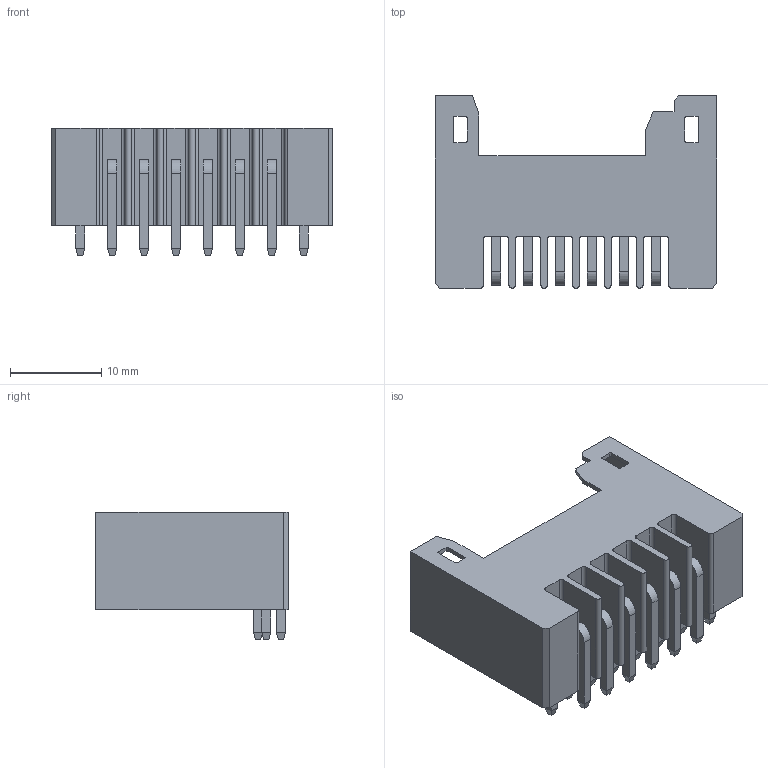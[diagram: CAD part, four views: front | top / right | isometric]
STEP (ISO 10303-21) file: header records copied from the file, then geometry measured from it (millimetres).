
FILE_DESCRIPTION (( 'STEP AP214' ), '1' );
FILE_NAME ('XW4M_12D2_H1DA.STEP', '2024-11-11T21:54:28', ( '' ), ( '' ), 'SwSTEP 2.0', 'SolidWorks 2024', '' );
FILE_SCHEMA (( 'AUTOMOTIVE_DESIGN' ));
Length unit declared in the file: millimetre
Products named in the file (1): XW4M_12D2_H1DA
Bounding box: 30.9 x 21.1 x 14 mm (x, y, z)
Volume: 2870.9 mm3; surface area: 4937.1 mm2
Topology: 13 solids, 13 shells, 466 faces, 1174 edges, 748 vertices
Faces by surface type: plane 407, cylinder 59
Entity records: 17597 total; most frequent: CARTESIAN_POINT 2389, ORIENTED_EDGE 2348, DIRECTION 2226, EDGE_CURVE 1174, VECTOR 1056, LINE 1056, VERTEX_POINT 748, AXIS2_PLACEMENT_3D 585
